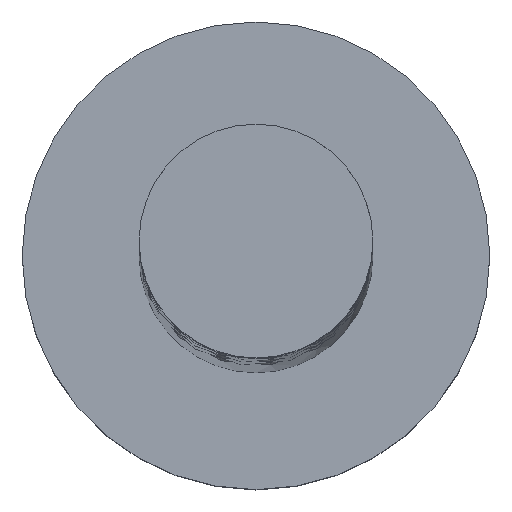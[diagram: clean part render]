
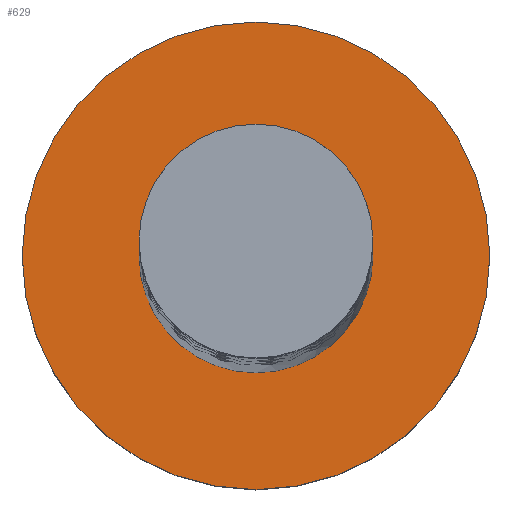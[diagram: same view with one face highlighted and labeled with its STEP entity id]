
A CAD part, top view. The second image highlights one B-rep face of the part: STEP entity #629.
In plain terms, the highlighted planar face has unit normal (0, 0, 1).
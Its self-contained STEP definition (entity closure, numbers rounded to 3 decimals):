
#6 = CIRCLE ( 'NONE', #960, 6. ) ;
#32 = CARTESIAN_POINT ( 'NONE',  ( 0., 0., 5. ) ) ;
#37 = CIRCLE ( 'NONE', #316, 3. ) ;
#92 = CARTESIAN_POINT ( 'NONE',  ( 6., 0., 5. ) ) ;
#164 = CARTESIAN_POINT ( 'NONE',  ( -6., 0., 5. ) ) ;
#257 = DIRECTION ( 'NONE',  ( 1., 0., 0. ) ) ;
#275 = AXIS2_PLACEMENT_3D ( 'NONE', #400, #1252, #301 ) ;
#289 = EDGE_LOOP ( 'NONE', ( #1301, #561 ) ) ;
#301 = DIRECTION ( 'NONE',  ( 1., 0., 0. ) ) ;
#304 = VERTEX_POINT ( 'NONE', #92 ) ;
#316 = AXIS2_PLACEMENT_3D ( 'NONE', #1202, #1629, #784 ) ;
#400 = CARTESIAN_POINT ( 'NONE',  ( 0., 0., 5. ) ) ;
#421 = FACE_BOUND ( 'NONE', #289, .T. ) ;
#511 = VERTEX_POINT ( 'NONE', #1228 ) ;
#561 = ORIENTED_EDGE ( 'NONE', *, *, #1777, .F. ) ;
#629 = ADVANCED_FACE ( 'NONE', ( #421, #707 ), #1273, .T. ) ;
#661 = CIRCLE ( 'NONE', #1579, 6. ) ;
#683 = EDGE_CURVE ( 'NONE', #1020, #304, #661, .T. ) ;
#707 = FACE_OUTER_BOUND ( 'NONE', #1837, .T. ) ;
#767 = EDGE_CURVE ( 'NONE', #304, #1020, #6, .T. ) ;
#784 = DIRECTION ( 'NONE',  ( 1., 0., 0. ) ) ;
#879 = EDGE_CURVE ( 'NONE', #511, #1778, #1458, .T. ) ;
#960 = AXIS2_PLACEMENT_3D ( 'NONE', #1414, #1385, #1398 ) ;
#1020 = VERTEX_POINT ( 'NONE', #164 ) ;
#1202 = CARTESIAN_POINT ( 'NONE',  ( 0., 0., 5. ) ) ;
#1208 = CARTESIAN_POINT ( 'NONE',  ( 3., 0., 5. ) ) ;
#1228 = CARTESIAN_POINT ( 'NONE',  ( -3., 0., 5. ) ) ;
#1252 = DIRECTION ( 'NONE',  ( 0., 0., 1. ) ) ;
#1256 = AXIS2_PLACEMENT_3D ( 'NONE', #32, #1434, #1574 ) ;
#1273 = PLANE ( 'NONE',  #275 ) ;
#1301 = ORIENTED_EDGE ( 'NONE', *, *, #879, .F. ) ;
#1385 = DIRECTION ( 'NONE',  ( 0., 0., 1. ) ) ;
#1398 = DIRECTION ( 'NONE',  ( 1., 0., 0. ) ) ;
#1414 = CARTESIAN_POINT ( 'NONE',  ( 0., 0., 5. ) ) ;
#1434 = DIRECTION ( 'NONE',  ( 0., 0., 1. ) ) ;
#1458 = CIRCLE ( 'NONE', #1256, 3. ) ;
#1465 = ORIENTED_EDGE ( 'NONE', *, *, #683, .T. ) ;
#1574 = DIRECTION ( 'NONE',  ( 1., 0., 0. ) ) ;
#1579 = AXIS2_PLACEMENT_3D ( 'NONE', #1834, #1804, #257 ) ;
#1629 = DIRECTION ( 'NONE',  ( 0., 0., 1. ) ) ;
#1730 = ORIENTED_EDGE ( 'NONE', *, *, #767, .T. ) ;
#1777 = EDGE_CURVE ( 'NONE', #1778, #511, #37, .T. ) ;
#1778 = VERTEX_POINT ( 'NONE', #1208 ) ;
#1804 = DIRECTION ( 'NONE',  ( 0., 0., 1. ) ) ;
#1834 = CARTESIAN_POINT ( 'NONE',  ( 0., 0., 5. ) ) ;
#1837 = EDGE_LOOP ( 'NONE', ( #1465, #1730 ) ) ;
